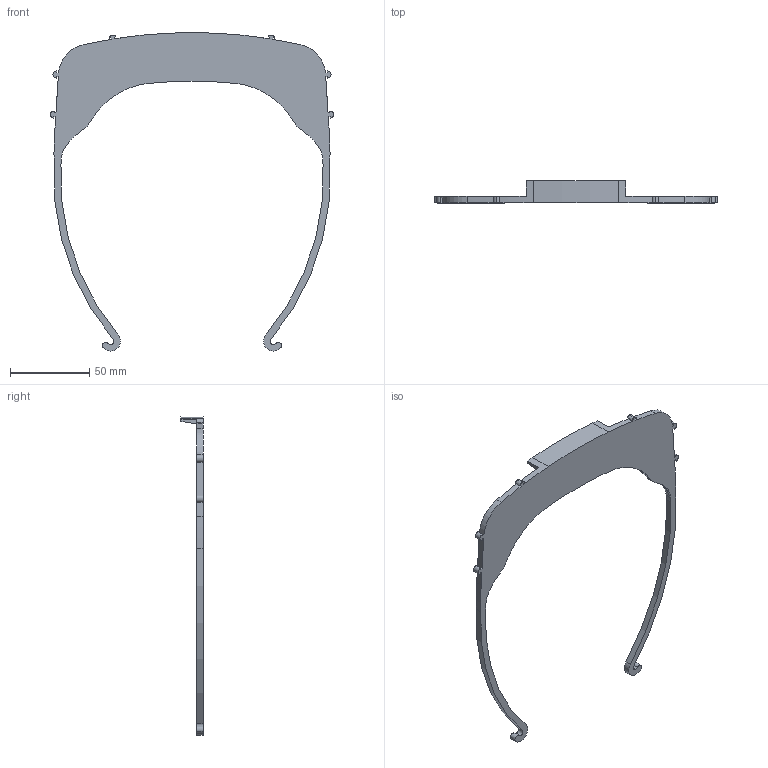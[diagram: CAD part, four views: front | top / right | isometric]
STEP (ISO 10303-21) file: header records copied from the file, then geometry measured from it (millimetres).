
FILE_DESCRIPTION (( 'STEP AP203' ), '1' );
FILE_NAME ('FS Frame V1.4.2.STEP', '2020-03-22T06:05:20', ( '' ), ( '' ), 'SwSTEP 2.0', 'SolidWorks 2016', '' );
FILE_SCHEMA (( 'CONFIG_CONTROL_DESIGN' ));
Length unit declared in the file: millimetre
Products named in the file (1): FS Frame V1.4.2
Bounding box: 179.08 x 14 x 201.24 mm (x, y, z)
Volume: 18194.9 mm3; surface area: 22862.7 mm2
Topology: 1 solids, 1 shells, 347 faces, 930 edges, 583 vertices
Faces by surface type: plane 196, cylinder 139, torus 8, sphere 2, bspline 2
Entity records: 10696 total; most frequent: CARTESIAN_POINT 2234, ORIENTED_EDGE 1852, DIRECTION 1627, EDGE_CURVE 926, VECTOR 711, LINE 711, VERTEX_POINT 581, AXIS2_PLACEMENT_3D 458
